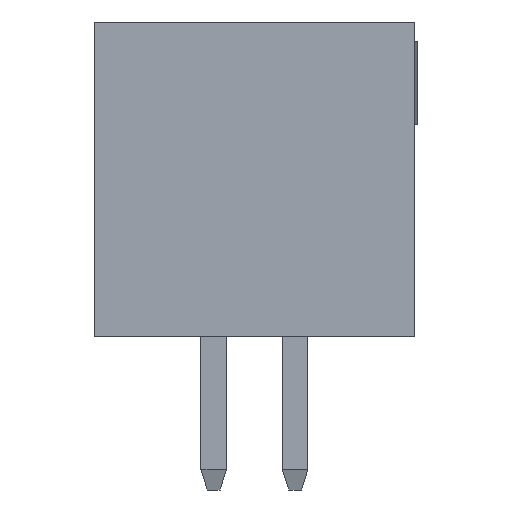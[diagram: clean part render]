
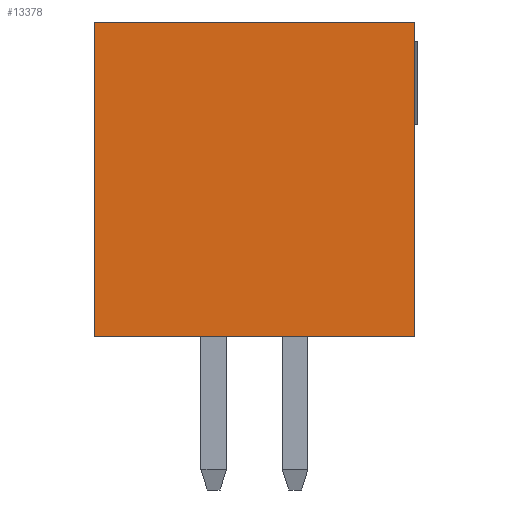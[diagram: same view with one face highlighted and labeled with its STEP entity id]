
A CAD part, left-side view. The second image highlights one B-rep face of the part: STEP entity #13378.
In plain terms, the highlighted planar face has unit normal (-1, 0, 0).
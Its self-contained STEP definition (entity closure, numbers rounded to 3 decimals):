
#2021=ORIENTED_EDGE('',*,*,#3881,.F.);
#2022=ORIENTED_EDGE('',*,*,#3854,.F.);
#2023=ORIENTED_EDGE('',*,*,#3083,.T.);
#2024=ORIENTED_EDGE('',*,*,#4130,.T.);
#3083=EDGE_CURVE('',#4528,#4527,#5459,.T.);
#3854=EDGE_CURVE('',#4528,#5068,#6230,.T.);
#3881=EDGE_CURVE('',#5068,#5075,#6257,.T.);
#4130=EDGE_CURVE('',#4527,#5075,#6506,.T.);
#4527=VERTEX_POINT('',#16609);
#4528=VERTEX_POINT('',#16611);
#5068=VERTEX_POINT('',#18132);
#5075=VERTEX_POINT('',#18167);
#5459=LINE('',#16610,#6903);
#6230=LINE('',#18131,#7674);
#6257=LINE('',#18166,#7701);
#6506=LINE('',#18662,#7950);
#6903=VECTOR('',#14120,1000.);
#7674=VECTOR('',#15311,1000.);
#7701=VECTOR('',#15340,1000.);
#7950=VECTOR('',#15719,1000.);
#8656=EDGE_LOOP('',(#2021,#2022,#2023,#2024));
#9174=FACE_BOUND('',#8656,.T.);
#9651=PLANE('',#13866);
#13378=ADVANCED_FACE('',(#9174),#9651,.T.);
#13866=AXIS2_PLACEMENT_3D('',#18663,#15720,#15721);
#14120=DIRECTION('',(0.,0.,1.));
#15311=DIRECTION('',(0.,1.,0.));
#15340=DIRECTION('',(0.,0.,1.));
#15719=DIRECTION('',(0.,1.,0.));
#15720=DIRECTION('',(-1.,0.,0.));
#15721=DIRECTION('',(0.,0.,1.));
#16609=CARTESIAN_POINT('',(-15.875,-2.5,2.45));
#16610=CARTESIAN_POINT('',(-15.875,-2.5,-2.45));
#16611=CARTESIAN_POINT('',(-15.875,-2.5,-2.45));
#18131=CARTESIAN_POINT('',(-15.875,-2.5,-2.45));
#18132=CARTESIAN_POINT('',(-15.875,2.5,-2.45));
#18166=CARTESIAN_POINT('',(-15.875,2.5,-2.45));
#18167=CARTESIAN_POINT('',(-15.875,2.5,2.45));
#18662=CARTESIAN_POINT('',(-15.875,-2.5,2.45));
#18663=CARTESIAN_POINT('',(-15.875,-2.5,-2.45));
